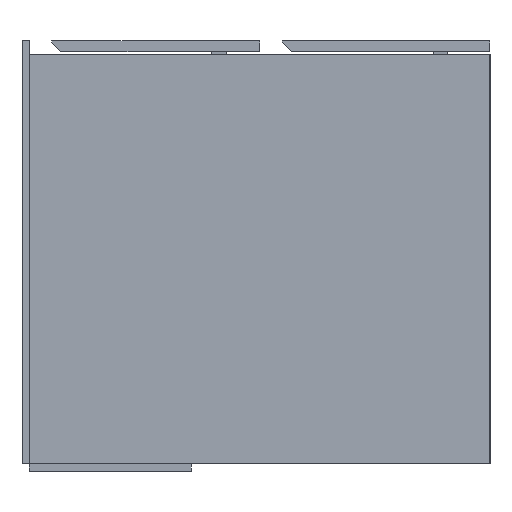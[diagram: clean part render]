
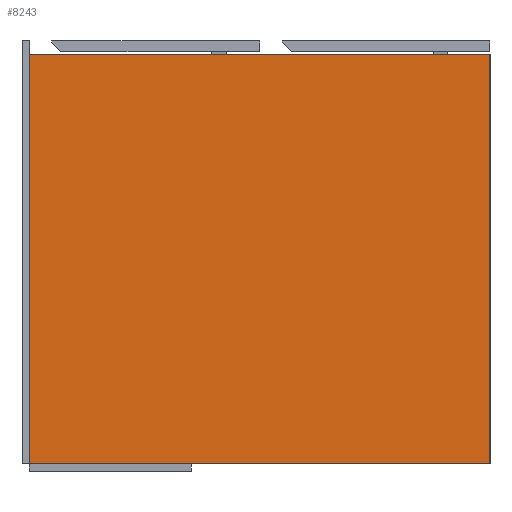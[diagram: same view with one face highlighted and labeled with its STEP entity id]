
A CAD part, left-side view. The second image highlights one B-rep face of the part: STEP entity #8243.
In plain terms, the highlighted planar face has unit normal (-1, 0, 0).
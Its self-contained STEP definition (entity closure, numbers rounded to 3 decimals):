
#484 = ORIENTED_EDGE ( 'NONE', *, *, #2517, .F. ) ;
#1053 = DIRECTION ( 'NONE',  ( 0., 0., 1. ) ) ;
#1573 = CARTESIAN_POINT ( 'NONE',  ( 2., 512., -15. ) ) ;
#1695 = CARTESIAN_POINT ( 'NONE',  ( 2., 967.397, -470. ) ) ;
#2517 = EDGE_CURVE ( 'NONE', #12772, #5460, #8505, .T. ) ;
#3730 = AXIS2_PLACEMENT_3D ( 'NONE', #1695, #21047, #8356 ) ;
#3965 = VERTEX_POINT ( 'NONE', #16700 ) ;
#5460 = VERTEX_POINT ( 'NONE', #1573 ) ;
#7947 = EDGE_CURVE ( 'NONE', #12772, #20132, #15936, .T. ) ;
#8181 = ORIENTED_EDGE ( 'NONE', *, *, #7947, .T. ) ;
#8243 = ADVANCED_FACE ( 'NONE', ( #27693 ), #14483, .F. ) ;
#8356 = DIRECTION ( 'NONE',  ( 0., 0., -1. ) ) ;
#8505 = LINE ( 'NONE', #10411, #20345 ) ;
#9679 = CARTESIAN_POINT ( 'NONE',  ( 2., 967.397, -470. ) ) ;
#10196 = VECTOR ( 'NONE', #13903, 1000. ) ;
#10411 = CARTESIAN_POINT ( 'NONE',  ( 2., 512., -470. ) ) ;
#12772 = VERTEX_POINT ( 'NONE', #19216 ) ;
#13903 = DIRECTION ( 'NONE',  ( 0., -1., 0. ) ) ;
#14483 = PLANE ( 'NONE',  #3730 ) ;
#14495 = DIRECTION ( 'NONE',  ( 0., 0., 1. ) ) ;
#15936 = LINE ( 'NONE', #9679, #10196 ) ;
#16700 = CARTESIAN_POINT ( 'NONE',  ( 2., 0., -15. ) ) ;
#16870 = ORIENTED_EDGE ( 'NONE', *, *, #25107, .F. ) ;
#18704 = DIRECTION ( 'NONE',  ( 0., -1., 0. ) ) ;
#19216 = CARTESIAN_POINT ( 'NONE',  ( 2., 512., -470. ) ) ;
#19505 = CARTESIAN_POINT ( 'NONE',  ( 2., 0., -470. ) ) ;
#20132 = VERTEX_POINT ( 'NONE', #19505 ) ;
#20345 = VECTOR ( 'NONE', #14495, 1000. ) ;
#21047 = DIRECTION ( 'NONE',  ( 1., 0., 0. ) ) ;
#21172 = EDGE_CURVE ( 'NONE', #20132, #3965, #22822, .T. ) ;
#22428 = VECTOR ( 'NONE', #18704, 1000. ) ;
#22822 = LINE ( 'NONE', #24711, #27068 ) ;
#23149 = ORIENTED_EDGE ( 'NONE', *, *, #21172, .T. ) ;
#24711 = CARTESIAN_POINT ( 'NONE',  ( 2., 0., -470. ) ) ;
#25107 = EDGE_CURVE ( 'NONE', #5460, #3965, #27822, .T. ) ;
#27068 = VECTOR ( 'NONE', #1053, 1000. ) ;
#27693 = FACE_OUTER_BOUND ( 'NONE', #28153, .T. ) ;
#27822 = LINE ( 'NONE', #27970, #22428 ) ;
#27970 = CARTESIAN_POINT ( 'NONE',  ( 2., 967.397, -15. ) ) ;
#28153 = EDGE_LOOP ( 'NONE', ( #484, #8181, #23149, #16870 ) ) ;
